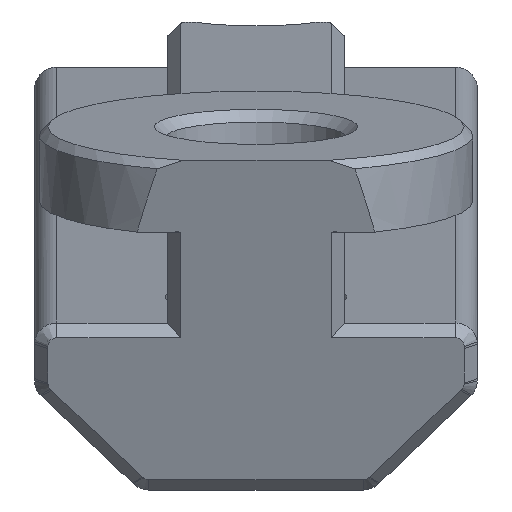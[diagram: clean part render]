
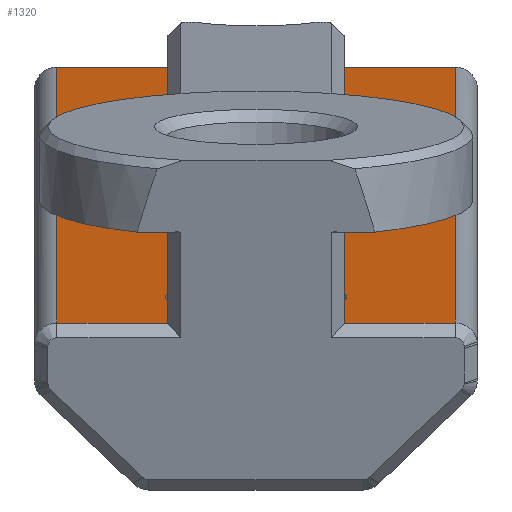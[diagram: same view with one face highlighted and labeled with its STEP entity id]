
A CAD part, top view. The second image highlights one B-rep face of the part: STEP entity #1320.
In plain terms, the highlighted planar face has unit normal (0, 0.985, 0.174).
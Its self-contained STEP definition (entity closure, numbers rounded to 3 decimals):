
#105=LINE('',#1977,#220);
#122=LINE('',#2064,#237);
#123=LINE('',#2068,#238);
#128=LINE('',#2101,#243);
#152=LINE('',#2368,#267);
#155=LINE('',#2399,#270);
#156=LINE('',#2421,#271);
#157=LINE('',#2427,#272);
#158=LINE('',#2429,#273);
#159=LINE('',#2431,#274);
#160=LINE('',#2432,#275);
#220=VECTOR('',#1526,10.);
#237=VECTOR('',#1591,10.);
#238=VECTOR('',#1594,10.);
#243=VECTOR('',#1601,10.);
#267=VECTOR('',#1637,10.);
#270=VECTOR('',#1642,10.);
#271=VECTOR('',#1645,10.);
#272=VECTOR('',#1652,10.);
#273=VECTOR('',#1653,10.);
#274=VECTOR('',#1654,10.);
#275=VECTOR('',#1655,10.);
#333=PLANE('',#1421);
#387=FACE_OUTER_BOUND('',#463,.T.);
#463=EDGE_LOOP('',(#1073,#1074,#1075,#1076,#1077,#1078,#1079,#1080,#1081,
#1082,#1083,#1084,#1085,#1086,#1087,#1088,#1089));
#514=CIRCLE('',#1394,4.1);
#518=CIRCLE('',#1398,4.1);
#521=CIRCLE('',#1401,4.1);
#525=CIRCLE('',#1408,1.);
#526=CIRCLE('',#1422,4.6);
#527=CIRCLE('',#1423,1.);
#586=VERTEX_POINT('',#1974);
#587=VERTEX_POINT('',#1976);
#598=VERTEX_POINT('',#2011);
#599=VERTEX_POINT('',#2013);
#604=VERTEX_POINT('',#2024);
#606=VERTEX_POINT('',#2029);
#610=VERTEX_POINT('',#2045);
#613=VERTEX_POINT('',#2062);
#614=VERTEX_POINT('',#2066);
#615=VERTEX_POINT('',#2067);
#617=VERTEX_POINT('',#2099);
#634=VERTEX_POINT('',#2366);
#635=VERTEX_POINT('',#2389);
#637=VERTEX_POINT('',#2423);
#638=VERTEX_POINT('',#2425);
#639=VERTEX_POINT('',#2428);
#640=VERTEX_POINT('',#2430);
#714=EDGE_CURVE('',#587,#586,#105,.T.);
#727=EDGE_CURVE('',#599,#598,#514,.T.);
#734=EDGE_CURVE('',#598,#604,#518,.T.);
#738=EDGE_CURVE('',#606,#587,#521,.T.);
#746=EDGE_CURVE('',#610,#586,#525,.F.);
#751=EDGE_CURVE('',#613,#604,#122,.T.);
#752=EDGE_CURVE('',#614,#615,#123,.T.);
#758=EDGE_CURVE('',#617,#614,#128,.T.);
#793=EDGE_CURVE('',#634,#613,#152,.T.);
#797=EDGE_CURVE('',#635,#634,#155,.T.);
#799=EDGE_CURVE('',#617,#606,#156,.T.);
#800=EDGE_CURVE('',#637,#610,#526,.T.);
#801=EDGE_CURVE('',#638,#637,#527,.F.);
#802=EDGE_CURVE('',#599,#638,#157,.T.);
#803=EDGE_CURVE('',#639,#635,#158,.T.);
#804=EDGE_CURVE('',#640,#639,#159,.T.);
#805=EDGE_CURVE('',#615,#640,#160,.T.);
#1073=ORIENTED_EDGE('',*,*,#738,.T.);
#1074=ORIENTED_EDGE('',*,*,#714,.T.);
#1075=ORIENTED_EDGE('',*,*,#746,.F.);
#1076=ORIENTED_EDGE('',*,*,#800,.F.);
#1077=ORIENTED_EDGE('',*,*,#801,.F.);
#1078=ORIENTED_EDGE('',*,*,#802,.F.);
#1079=ORIENTED_EDGE('',*,*,#727,.T.);
#1080=ORIENTED_EDGE('',*,*,#734,.T.);
#1081=ORIENTED_EDGE('',*,*,#751,.F.);
#1082=ORIENTED_EDGE('',*,*,#793,.F.);
#1083=ORIENTED_EDGE('',*,*,#797,.F.);
#1084=ORIENTED_EDGE('',*,*,#803,.F.);
#1085=ORIENTED_EDGE('',*,*,#804,.F.);
#1086=ORIENTED_EDGE('',*,*,#805,.F.);
#1087=ORIENTED_EDGE('',*,*,#752,.F.);
#1088=ORIENTED_EDGE('',*,*,#758,.F.);
#1089=ORIENTED_EDGE('',*,*,#799,.T.);
#1320=ADVANCED_FACE('',(#387),#333,.T.);
#1394=AXIS2_PLACEMENT_3D('',#2014,#1546,#1547);
#1398=AXIS2_PLACEMENT_3D('',#2026,#1557,#1558);
#1401=AXIS2_PLACEMENT_3D('',#2032,#1564,#1565);
#1408=AXIS2_PLACEMENT_3D('',#2054,#1581,#1582);
#1421=AXIS2_PLACEMENT_3D('',#2422,#1646,#1647);
#1422=AXIS2_PLACEMENT_3D('',#2424,#1648,#1649);
#1423=AXIS2_PLACEMENT_3D('',#2426,#1650,#1651);
#1526=DIRECTION('',(0.,0.174,-0.985));
#1546=DIRECTION('center_axis',(0.,-0.985,
-0.174));
#1547=DIRECTION('ref_axis',(-1.,0.,0.));
#1557=DIRECTION('center_axis',(0.,-0.985,
-0.174));
#1558=DIRECTION('ref_axis',(-1.,0.,0.));
#1564=DIRECTION('center_axis',(0.,-0.985,
-0.174));
#1565=DIRECTION('ref_axis',(-1.,0.,0.));
#1581=DIRECTION('center_axis',(0.,-0.985,
-0.174));
#1582=DIRECTION('ref_axis',(-0.447,0.155,-0.881));
#1591=DIRECTION('',(0.,0.174,-0.985));
#1594=DIRECTION('',(-1.,0.,0.));
#1601=DIRECTION('',(0.702,-0.124,0.702));
#1637=DIRECTION('',(0.702,0.124,-0.702));
#1642=DIRECTION('',(-1.,0.,0.));
#1645=DIRECTION('',(0.,0.174,-0.985));
#1646=DIRECTION('center_axis',(0.,0.985,
0.174));
#1647=DIRECTION('ref_axis',(1.,0.,0.));
#1648=DIRECTION('center_axis',(0.,0.985,
0.174));
#1649=DIRECTION('ref_axis',(-1.,0.,0.));
#1650=DIRECTION('center_axis',(0.,-0.985,
-0.174));
#1651=DIRECTION('ref_axis',(0.447,0.155,-0.881));
#1652=DIRECTION('',(0.,0.174,-0.985));
#1653=DIRECTION('',(0.,-0.174,0.985));
#1654=DIRECTION('',(1.,0.,0.));
#1655=DIRECTION('',(0.,0.174,-0.985));
#1974=CARTESIAN_POINT('',(-35.532,-185.654,43.357));
#1976=CARTESIAN_POINT('',(-35.532,-193.594,88.387));
#1977=CARTESIAN_POINT('',(-35.532,-197.223,108.969));
#2011=CARTESIAN_POINT('',(-27.432,-193.75,89.273));
#2013=CARTESIAN_POINT('',(-27.532,-193.594,88.387));
#2014=CARTESIAN_POINT('Origin',(-31.532,-193.75,89.273));
#2024=CARTESIAN_POINT('',(-27.532,-193.906,90.16));
#2026=CARTESIAN_POINT('Origin',(-31.532,-193.75,89.273));
#2029=CARTESIAN_POINT('',(-35.532,-193.906,90.16));
#2032=CARTESIAN_POINT('Origin',(-31.532,-193.75,89.273));
#2045=CARTESIAN_POINT('',(-34.942,-185.495,42.458));
#2054=CARTESIAN_POINT('Origin',(-34.532,-185.654,43.357));
#2062=CARTESIAN_POINT('',(-27.532,-194.933,95.982));
#2064=CARTESIAN_POINT('',(-27.532,-197.223,108.969));
#2066=CARTESIAN_POINT('',(-35.523,-194.935,95.991));
#2067=CARTESIAN_POINT('',(-40.532,-194.935,95.991));
#2068=CARTESIAN_POINT('',(-36.532,-194.935,95.991));
#2099=CARTESIAN_POINT('',(-35.532,-194.933,95.982));
#2101=CARTESIAN_POINT('',(-33.625,-195.269,97.889));
#2366=CARTESIAN_POINT('',(-27.542,-194.935,95.991));
#2368=CARTESIAN_POINT('',(-34.464,-196.155,102.913));
#2389=CARTESIAN_POINT('',(-22.532,-194.935,95.991));
#2399=CARTESIAN_POINT('',(-36.532,-194.935,95.991));
#2421=CARTESIAN_POINT('',(-35.532,-197.223,108.969));
#2422=CARTESIAN_POINT('Origin',(-41.532,-197.223,108.969));
#2423=CARTESIAN_POINT('',(-28.123,-185.495,42.458));
#2424=CARTESIAN_POINT('Origin',(-31.532,-184.959,39.417));
#2425=CARTESIAN_POINT('',(-27.532,-185.654,43.357));
#2426=CARTESIAN_POINT('Origin',(-28.532,-185.654,43.357));
#2427=CARTESIAN_POINT('',(-27.532,-197.223,108.969));
#2428=CARTESIAN_POINT('',(-22.532,-183.262,29.791));
#2429=CARTESIAN_POINT('',(-22.532,-197.223,108.969));
#2430=CARTESIAN_POINT('',(-40.532,-183.262,29.791));
#2431=CARTESIAN_POINT('',(-36.532,-183.262,29.791));
#2432=CARTESIAN_POINT('',(-40.532,-197.223,108.969));
